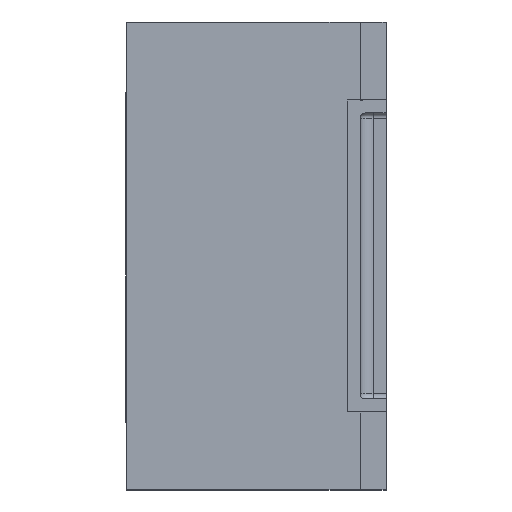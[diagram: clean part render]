
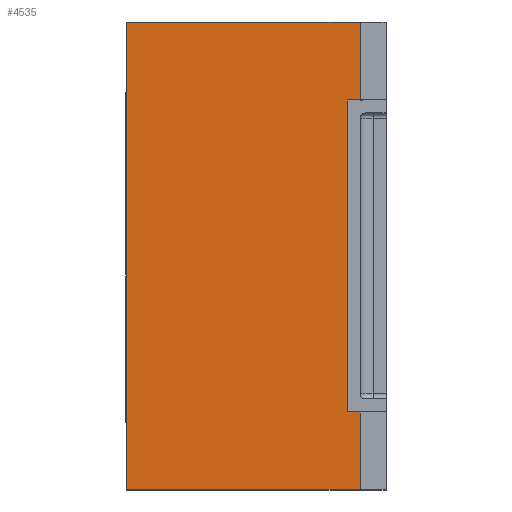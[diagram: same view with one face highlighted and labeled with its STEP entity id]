
A CAD part, left-side view. The second image highlights one B-rep face of the part: STEP entity #4535.
In plain terms, the highlighted face is planar.
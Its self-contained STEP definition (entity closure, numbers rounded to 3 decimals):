
#172 = EDGE_CURVE ( 'NONE', #4311, #365, #826, .T. ) ;
#214 = CARTESIAN_POINT ( 'NONE',  ( 1.7, 0., 0.6 ) ) ;
#218 = CARTESIAN_POINT ( 'NONE',  ( 1.7, 0., 0.9 ) ) ;
#234 = CARTESIAN_POINT ( 'NONE',  ( 1.7, 0.9, 0.9 ) ) ;
#365 = VERTEX_POINT ( 'NONE', #2115 ) ;
#506 = DIRECTION ( 'NONE',  ( 0., 1., 0. ) ) ;
#526 = PLANE ( 'NONE',  #4107 ) ;
#580 = ORIENTED_EDGE ( 'NONE', *, *, #3978, .F. ) ;
#606 = DIRECTION ( 'NONE',  ( 0., 0., -1. ) ) ;
#825 = VECTOR ( 'NONE', #506, 1000. ) ;
#826 = LINE ( 'NONE', #1480, #2734 ) ;
#841 = EDGE_CURVE ( 'NONE', #3638, #4953, #1713, .T. ) ;
#892 = DIRECTION ( 'NONE',  ( 0., -1., 0. ) ) ;
#911 = DIRECTION ( 'NONE',  ( 0., 0., 1. ) ) ;
#1018 = CARTESIAN_POINT ( 'NONE',  ( 1.7, 0.05, -0.6 ) ) ;
#1038 = DIRECTION ( 'NONE',  ( 0., 0., 1. ) ) ;
#1340 = LINE ( 'NONE', #4056, #1471 ) ;
#1435 = CARTESIAN_POINT ( 'NONE',  ( 1.7, 0., 0.9 ) ) ;
#1471 = VECTOR ( 'NONE', #1038, 1000. ) ;
#1480 = CARTESIAN_POINT ( 'NONE',  ( 1.7, 0.9, -0.9 ) ) ;
#1614 = CARTESIAN_POINT ( 'NONE',  ( 1.7, 0.05, 0.6 ) ) ;
#1616 = ORIENTED_EDGE ( 'NONE', *, *, #172, .F. ) ;
#1630 = LINE ( 'NONE', #2456, #4193 ) ;
#1713 = LINE ( 'NONE', #218, #4226 ) ;
#1880 = EDGE_CURVE ( 'NONE', #3636, #4311, #2818, .T. ) ;
#1899 = VERTEX_POINT ( 'NONE', #2561 ) ;
#1925 = CARTESIAN_POINT ( 'NONE',  ( 1.7, 0., 0.9 ) ) ;
#1958 = LINE ( 'NONE', #3196, #825 ) ;
#2014 = EDGE_LOOP ( 'NONE', ( #4672, #2697, #2739, #580, #2979, #1616, #4908, #2858 ) ) ;
#2043 = CARTESIAN_POINT ( 'NONE',  ( 1.7, 0.9, 0.9 ) ) ;
#2095 = EDGE_CURVE ( 'NONE', #1899, #365, #3740, .T. ) ;
#2115 = CARTESIAN_POINT ( 'NONE',  ( 1.7, 0., -0.9 ) ) ;
#2138 = EDGE_CURVE ( 'NONE', #4169, #3719, #1340, .T. ) ;
#2456 = CARTESIAN_POINT ( 'NONE',  ( 1.7, 0.9, 0.9 ) ) ;
#2529 = DIRECTION ( 'NONE',  ( 0., 0., -1. ) ) ;
#2561 = CARTESIAN_POINT ( 'NONE',  ( 1.7, 0., -0.6 ) ) ;
#2697 = ORIENTED_EDGE ( 'NONE', *, *, #3488, .F. ) ;
#2734 = VECTOR ( 'NONE', #3728, 1000. ) ;
#2739 = ORIENTED_EDGE ( 'NONE', *, *, #2138, .F. ) ;
#2818 = LINE ( 'NONE', #2915, #4808 ) ;
#2849 = EDGE_CURVE ( 'NONE', #3636, #3638, #1630, .T. ) ;
#2858 = ORIENTED_EDGE ( 'NONE', *, *, #2849, .T. ) ;
#2915 = CARTESIAN_POINT ( 'NONE',  ( 1.7, 0.9, 0.9 ) ) ;
#2979 = ORIENTED_EDGE ( 'NONE', *, *, #2095, .T. ) ;
#3187 = CARTESIAN_POINT ( 'NONE',  ( 1.7, 0., 0.6 ) ) ;
#3196 = CARTESIAN_POINT ( 'NONE',  ( 1.7, 0., -0.6 ) ) ;
#3488 = EDGE_CURVE ( 'NONE', #3719, #4953, #4356, .T. ) ;
#3636 = VERTEX_POINT ( 'NONE', #234 ) ;
#3638 = VERTEX_POINT ( 'NONE', #1925 ) ;
#3719 = VERTEX_POINT ( 'NONE', #1614 ) ;
#3722 = DIRECTION ( 'NONE',  ( 0., 0., -1. ) ) ;
#3728 = DIRECTION ( 'NONE',  ( 0., -1., 0. ) ) ;
#3740 = LINE ( 'NONE', #1435, #4205 ) ;
#3879 = FACE_OUTER_BOUND ( 'NONE', #2014, .T. ) ;
#3978 = EDGE_CURVE ( 'NONE', #1899, #4169, #1958, .T. ) ;
#3998 = VECTOR ( 'NONE', #4714, 1000. ) ;
#4056 = CARTESIAN_POINT ( 'NONE',  ( 1.7, 0.05, 0.6 ) ) ;
#4107 = AXIS2_PLACEMENT_3D ( 'NONE', #2043, #4719, #911 ) ;
#4169 = VERTEX_POINT ( 'NONE', #1018 ) ;
#4193 = VECTOR ( 'NONE', #892, 1000. ) ;
#4205 = VECTOR ( 'NONE', #606, 1000. ) ;
#4226 = VECTOR ( 'NONE', #3722, 1000. ) ;
#4311 = VERTEX_POINT ( 'NONE', #4601 ) ;
#4356 = LINE ( 'NONE', #3187, #3998 ) ;
#4535 = ADVANCED_FACE ( 'NONE', ( #3879 ), #526, .F. ) ;
#4601 = CARTESIAN_POINT ( 'NONE',  ( 1.7, 0.9, -0.9 ) ) ;
#4672 = ORIENTED_EDGE ( 'NONE', *, *, #841, .T. ) ;
#4714 = DIRECTION ( 'NONE',  ( 0., -1., 0. ) ) ;
#4719 = DIRECTION ( 'NONE',  ( -1., 0., 0. ) ) ;
#4808 = VECTOR ( 'NONE', #2529, 1000. ) ;
#4908 = ORIENTED_EDGE ( 'NONE', *, *, #1880, .F. ) ;
#4953 = VERTEX_POINT ( 'NONE', #214 ) ;
